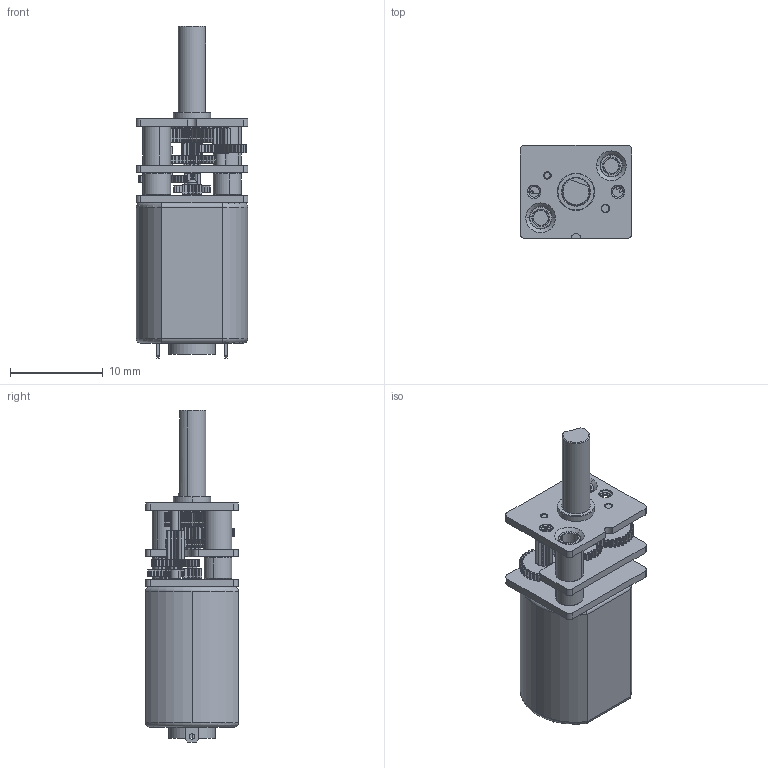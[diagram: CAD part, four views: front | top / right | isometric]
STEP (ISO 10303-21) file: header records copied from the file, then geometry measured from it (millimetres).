
FILE_DESCRIPTION((''),'2;1');
FILE_NAME('12SS-298K_ASM','2024-07-15T',('86157'),(''),'PRO/ENGINEER BY PARAMETRIC TECHNOLOGY CORPORATION, 2010280','PRO/ENGINEER BY PARAMETRIC TECHNOLOGY CORPORATION, 2010280','');
FILE_SCHEMA(('CONFIG_CONTROL_DESIGN'));
Products named in the file (22): ________M0_15X10T_M0_15X10; ________M0_15X9T_M0_15X9; ________M0_15X25____-0_35_M0_15; ________M0_15X10____0_45_M0_15X; 2_4____; ________M0_15X34T_M0_15X34; ______M0_15X12____0_25_M0_15X12; ________1_7T; N20____; PRODUCT_76987; ______8_65; ________M0_15X35____-0_4_M0_15X; ______M0_15X38_M0_15X38; 3__-10D______; ________M0_15X13____0_3_M0_15X1; ___________________38_35_13_ASM; ________M0_15X37____-0_4_M0_15X; PRODUCT_5996; PRODUCT_97752; ASM0001_ASM; _12SS-298K; 12SS-298K_ASM
Assembly tree (23 placements, depth 4):
  12SS-298K_ASM
    ASM0001_ASM
      ________M0_15X10T_M0_15X10
      ________M0_15X9T_M0_15X9
      ________M0_15X25____-0_35_M0_15
      ________M0_15X10____0_45_M0_15X
      2_4____  x2
      ________M0_15X34T_M0_15X34
      ______M0_15X12____0_25_M0_15X12
      ________1_7T
      N20____
      PRODUCT_76987
      ______8_65  x2
      ________M0_15X35____-0_4_M0_15X
      ___________________38_35_13_ASM
        ______M0_15X38_M0_15X38
        3__-10D______
        ________M0_15X13____0_3_M0_15X1
      ________M0_15X37____-0_4_M0_15X
      PRODUCT_5996
      PRODUCT_97752
    _12SS-298K
Bounding box: 12 x 10 x 35.7 mm (x, y, z)
Volume: 2092.9 mm3; surface area: 2583 mm2
Topology: 20 solids, 20 shells, 1966 faces, 5930 edges, 4029 vertices
Faces by surface type: cylinder 1213, extrusion 446, plane 151, cone 142, torus 8, bspline 6
Entity records: 99323 total; most frequent: CARTESIAN_POINT 45433, ORIENTED_EDGE 11696, DIRECTION 11096, EDGE_CURVE 5848, AXIS2_PLACEMENT_3D 4376, VERTEX_POINT 3981, CIRCLE 2837, VECTOR 2344
